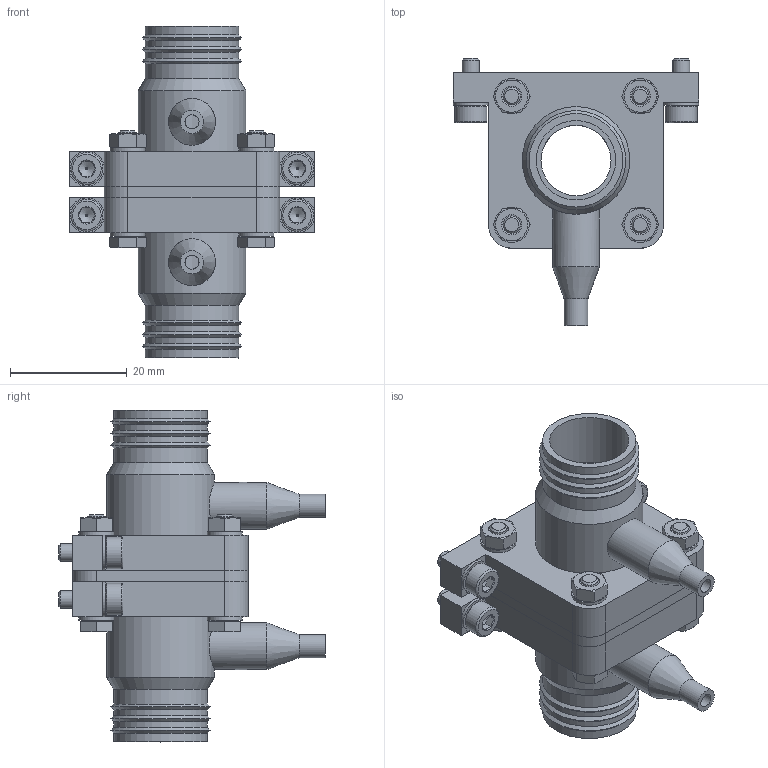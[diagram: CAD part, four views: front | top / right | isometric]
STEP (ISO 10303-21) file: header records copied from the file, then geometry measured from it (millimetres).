
FILE_DESCRIPTION(('FreeCAD Model'),'2;1');
FILE_NAME('flowmeter_assembly.step','2020-05-02T11:09:42',(''),(''), 'Open CASCADE STEP processor 7.3','FreeCAD','Unknown');
FILE_SCHEMA(('AUTOMOTIVE_DESIGN { 1 0 10303 214 1 1 1 1 }'));
Length unit declared in the file: millimetre
Products named in the file (29): housing_001; M3x18-Screw002; M3x8-Screw001; M3x8-Screw002; M3x8-Screw003; M3x18-Screw; M3x18-Screw003; M3x18-Screw001; M3x8-Screw; M3-Washer010; orifice_001; M3-Washer; M3-Washer011; M3-Nut; M3-Washer009; M3-Nut001; M3-Nut002; M3-Nut003; M3-Washer002; M3-Washer001; M3-Washer008; pressure_connector_002; M3-Washer004; housing_002; pressure_connector_001; M3-Washer003; M3-Washer005; M3-Washer006; M3-Washer007
Bounding box: 42 x 45.65 x 56.8 mm (x, y, z)
Volume: 15373.3 mm3; surface area: 16196.5 mm2
Topology: 29 solids, 29 shells, 411 faces, 847 edges, 510 vertices
Faces by surface type: plane 162, cone 130, cylinder 103, revolution 12, sphere 4
Full cylindrical faces by diameter (mm): 2.4 x4, 2.459 x4, 3 x12, 3.1 x8, 3.2 x20, 4 x2, 4.6 x4, 5.5 x4, 6 x16, 8 x2, 12 x1, 13.6 x2, 16 x10, 18.4 x2
Entity records: 27376 total; most frequent: CARTESIAN_POINT 8887, DIRECTION 3387, ORIENTED_EDGE 1686, PCURVE 1686, DEFINITIONAL_REPRESENTATION 1686, LINE 1299, VECTOR 1299, AXIS2_PLACEMENT_3D 930
